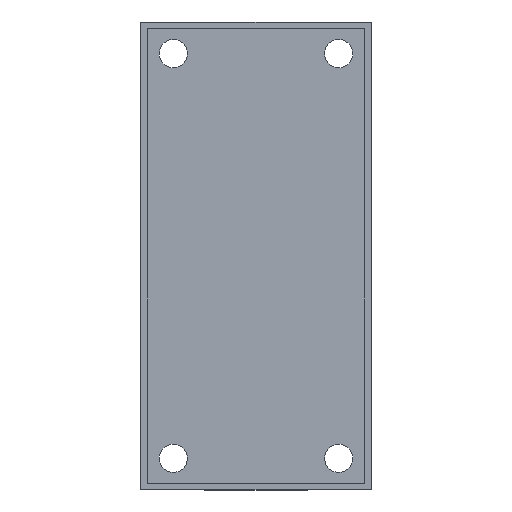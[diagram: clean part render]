
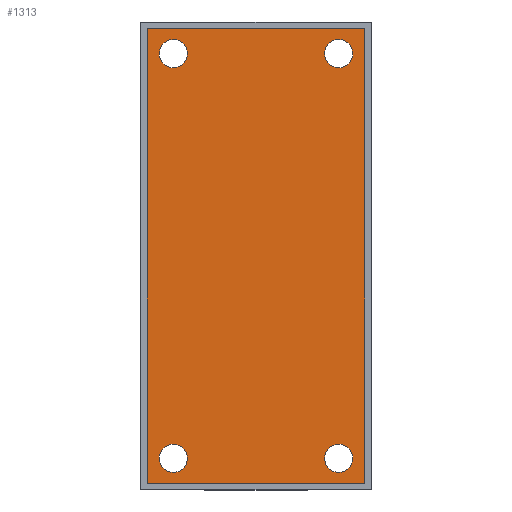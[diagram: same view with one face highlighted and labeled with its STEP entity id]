
A CAD part, top view. The second image highlights one B-rep face of the part: STEP entity #1313.
In plain terms, the highlighted planar face has unit normal (0, 0, 1).
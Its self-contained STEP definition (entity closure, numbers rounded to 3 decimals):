
#4 = AXIS2_PLACEMENT_3D ( 'NONE', #1777, #1780, #1776 ) ;
#12 = CARTESIAN_POINT ( 'NONE',  ( -25., 52.25, 1. ) ) ;
#21 = CARTESIAN_POINT ( 'NONE',  ( -25., 52.25, 1. ) ) ;
#49 = ORIENTED_EDGE ( 'NONE', *, *, #2683, .T. ) ;
#147 = VERTEX_POINT ( 'NONE', #1121 ) ;
#160 = AXIS2_PLACEMENT_3D ( 'NONE', #2134, #2122, #2128 ) ;
#309 = ORIENTED_EDGE ( 'NONE', *, *, #713, .T. ) ;
#317 = VERTEX_POINT ( 'NONE', #1497 ) ;
#345 = EDGE_LOOP ( 'NONE', ( #1819, #2934 ) ) ;
#375 = EDGE_CURVE ( 'NONE', #1022, #1098, #2772, .T. ) ;
#501 = VERTEX_POINT ( 'NONE', #1687 ) ;
#531 = CARTESIAN_POINT ( 'NONE',  ( 25., -52.25, 1. ) ) ;
#577 = ORIENTED_EDGE ( 'NONE', *, *, #375, .F. ) ;
#655 = CIRCLE ( 'NONE', #2050, 3.25 ) ;
#658 = VERTEX_POINT ( 'NONE', #2563 ) ;
#685 = EDGE_LOOP ( 'NONE', ( #844, #2197 ) ) ;
#699 = EDGE_CURVE ( 'NONE', #2232, #1306, #1362, .T. ) ;
#702 = EDGE_CURVE ( 'NONE', #1306, #1803, #3156, .T. ) ;
#713 = EDGE_CURVE ( 'NONE', #1803, #1692, #3135, .T. ) ;
#784 = ORIENTED_EDGE ( 'NONE', *, *, #2583, .F. ) ;
#825 = ORIENTED_EDGE ( 'NONE', *, *, #699, .T. ) ;
#836 = EDGE_LOOP ( 'NONE', ( #1827, #1083 ) ) ;
#844 = ORIENTED_EDGE ( 'NONE', *, *, #2603, .F. ) ;
#879 = DIRECTION ( 'NONE',  ( -1., 0., 0. ) ) ;
#1022 = VERTEX_POINT ( 'NONE', #3026 ) ;
#1083 = ORIENTED_EDGE ( 'NONE', *, *, #2679, .F. ) ;
#1098 = VERTEX_POINT ( 'NONE', #2953 ) ;
#1102 = DIRECTION ( 'NONE',  ( 1., 0., 0. ) ) ;
#1121 = CARTESIAN_POINT ( 'NONE',  ( -15.75, 46.5, 1. ) ) ;
#1178 = AXIS2_PLACEMENT_3D ( 'NONE', #1806, #1801, #1804 ) ;
#1218 = DIRECTION ( 'NONE',  ( 1., 0., 0. ) ) ;
#1222 = CARTESIAN_POINT ( 'NONE',  ( 19., 46.5, 1. ) ) ;
#1224 = DIRECTION ( 'NONE',  ( 0., 0., 1. ) ) ;
#1230 = ORIENTED_EDGE ( 'NONE', *, *, #702, .T. ) ;
#1306 = VERTEX_POINT ( 'NONE', #2877 ) ;
#1313 = ADVANCED_FACE ( 'NONE', ( #2739, #2821, #2741, #2696, #2694 ), #2722, .T. ) ;
#1351 = EDGE_LOOP ( 'NONE', ( #49, #825, #1230, #309 ) ) ;
#1362 = LINE ( 'NONE', #21, #3119 ) ;
#1381 = CARTESIAN_POINT ( 'NONE',  ( -25., -52.25, 1. ) ) ;
#1462 = VECTOR ( 'NONE', #1650, 1000. ) ;
#1485 = CIRCLE ( 'NONE', #2233, 3.25 ) ;
#1486 = CARTESIAN_POINT ( 'NONE',  ( -22.25, 46.5, 1. ) ) ;
#1497 = CARTESIAN_POINT ( 'NONE',  ( 15.75, 46.5, 1. ) ) ;
#1504 = LINE ( 'NONE', #1635, #1462 ) ;
#1575 = DIRECTION ( 'NONE',  ( 0., -1., 0. ) ) ;
#1627 = CARTESIAN_POINT ( 'NONE',  ( -19., 46.5, 1. ) ) ;
#1628 = DIRECTION ( 'NONE',  ( 0., 0., 1. ) ) ;
#1630 = DIRECTION ( 'NONE',  ( 1., 0., 0. ) ) ;
#1635 = CARTESIAN_POINT ( 'NONE',  ( 25., 52.25, 1. ) ) ;
#1650 = DIRECTION ( 'NONE',  ( 0., 1., 0. ) ) ;
#1687 = CARTESIAN_POINT ( 'NONE',  ( 22.25, -46.5, 1. ) ) ;
#1692 = VERTEX_POINT ( 'NONE', #531 ) ;
#1693 = CIRCLE ( 'NONE', #2214, 3.25 ) ;
#1696 = CIRCLE ( 'NONE', #4, 3.25 ) ;
#1702 = CIRCLE ( 'NONE', #1178, 3.25 ) ;
#1738 = CIRCLE ( 'NONE', #2590, 3.25 ) ;
#1776 = DIRECTION ( 'NONE',  ( 1., 0., 0. ) ) ;
#1777 = CARTESIAN_POINT ( 'NONE',  ( 19., -46.5, 1. ) ) ;
#1780 = DIRECTION ( 'NONE',  ( 0., 0., 1. ) ) ;
#1786 = DIRECTION ( 'NONE',  ( 1., 0., 0. ) ) ;
#1787 = CARTESIAN_POINT ( 'NONE',  ( 19., 46.5, 1. ) ) ;
#1789 = DIRECTION ( 'NONE',  ( 0., 0., 1. ) ) ;
#1801 = DIRECTION ( 'NONE',  ( 0., 0., 1. ) ) ;
#1803 = VERTEX_POINT ( 'NONE', #2455 ) ;
#1804 = DIRECTION ( 'NONE',  ( 1., 0., 0. ) ) ;
#1806 = CARTESIAN_POINT ( 'NONE',  ( 19., -46.5, 1. ) ) ;
#1809 = CARTESIAN_POINT ( 'NONE',  ( -19., -46.5, 1. ) ) ;
#1811 = DIRECTION ( 'NONE',  ( 1., 0., 0. ) ) ;
#1816 = DIRECTION ( 'NONE',  ( 0., 0., 1. ) ) ;
#1819 = ORIENTED_EDGE ( 'NONE', *, *, #2876, .F. ) ;
#1827 = ORIENTED_EDGE ( 'NONE', *, *, #2473, .F. ) ;
#1966 = AXIS2_PLACEMENT_3D ( 'NONE', #2847, #2896, #2892 ) ;
#2050 = AXIS2_PLACEMENT_3D ( 'NONE', #1222, #1224, #1218 ) ;
#2056 = CIRCLE ( 'NONE', #160, 3.25 ) ;
#2082 = AXIS2_PLACEMENT_3D ( 'NONE', #2446, #2308, #1102 ) ;
#2122 = DIRECTION ( 'NONE',  ( 0., 0., 1. ) ) ;
#2128 = DIRECTION ( 'NONE',  ( 1., 0., 0. ) ) ;
#2134 = CARTESIAN_POINT ( 'NONE',  ( -19., 46.5, 1. ) ) ;
#2197 = ORIENTED_EDGE ( 'NONE', *, *, #2584, .F. ) ;
#2214 = AXIS2_PLACEMENT_3D ( 'NONE', #1787, #1789, #1786 ) ;
#2232 = VERTEX_POINT ( 'NONE', #2904 ) ;
#2233 = AXIS2_PLACEMENT_3D ( 'NONE', #1627, #1628, #1630 ) ;
#2299 = VERTEX_POINT ( 'NONE', #2422 ) ;
#2302 = EDGE_LOOP ( 'NONE', ( #577, #784 ) ) ;
#2308 = DIRECTION ( 'NONE',  ( 0., 0., 1. ) ) ;
#2422 = CARTESIAN_POINT ( 'NONE',  ( 15.75, -46.5, 1. ) ) ;
#2446 = CARTESIAN_POINT ( 'NONE',  ( -19., -46.5, 1. ) ) ;
#2455 = CARTESIAN_POINT ( 'NONE',  ( -25., -52.25, 1. ) ) ;
#2473 = EDGE_CURVE ( 'NONE', #2759, #147, #2056, .T. ) ;
#2563 = CARTESIAN_POINT ( 'NONE',  ( 22.25, 46.5, 1. ) ) ;
#2583 = EDGE_CURVE ( 'NONE', #1098, #1022, #1738, .T. ) ;
#2584 = EDGE_CURVE ( 'NONE', #501, #2299, #1702, .T. ) ;
#2590 = AXIS2_PLACEMENT_3D ( 'NONE', #1809, #1816, #1811 ) ;
#2600 = EDGE_CURVE ( 'NONE', #658, #317, #1693, .T. ) ;
#2603 = EDGE_CURVE ( 'NONE', #2299, #501, #1696, .T. ) ;
#2647 = DIRECTION ( 'NONE',  ( 1., 0., 0. ) ) ;
#2679 = EDGE_CURVE ( 'NONE', #147, #2759, #1485, .T. ) ;
#2683 = EDGE_CURVE ( 'NONE', #1692, #2232, #1504, .T. ) ;
#2694 = FACE_BOUND ( 'NONE', #2302, .T. ) ;
#2696 = FACE_BOUND ( 'NONE', #345, .T. ) ;
#2722 = PLANE ( 'NONE',  #1966 ) ;
#2739 = FACE_BOUND ( 'NONE', #685, .T. ) ;
#2741 = FACE_OUTER_BOUND ( 'NONE', #1351, .T. ) ;
#2759 = VERTEX_POINT ( 'NONE', #1486 ) ;
#2772 = CIRCLE ( 'NONE', #2082, 3.25 ) ;
#2821 = FACE_BOUND ( 'NONE', #836, .T. ) ;
#2847 = CARTESIAN_POINT ( 'NONE',  ( 0., 0., 1. ) ) ;
#2876 = EDGE_CURVE ( 'NONE', #317, #658, #655, .T. ) ;
#2877 = CARTESIAN_POINT ( 'NONE',  ( -25., 52.25, 1. ) ) ;
#2892 = DIRECTION ( 'NONE',  ( 1., 0., 0. ) ) ;
#2896 = DIRECTION ( 'NONE',  ( 0., 0., 1. ) ) ;
#2904 = CARTESIAN_POINT ( 'NONE',  ( 25., 52.25, 1. ) ) ;
#2934 = ORIENTED_EDGE ( 'NONE', *, *, #2600, .F. ) ;
#2953 = CARTESIAN_POINT ( 'NONE',  ( -15.75, -46.5, 1. ) ) ;
#3026 = CARTESIAN_POINT ( 'NONE',  ( -22.25, -46.5, 1. ) ) ;
#3068 = VECTOR ( 'NONE', #2647, 1000. ) ;
#3110 = VECTOR ( 'NONE', #1575, 1000. ) ;
#3119 = VECTOR ( 'NONE', #879, 1000. ) ;
#3135 = LINE ( 'NONE', #1381, #3068 ) ;
#3156 = LINE ( 'NONE', #12, #3110 ) ;
